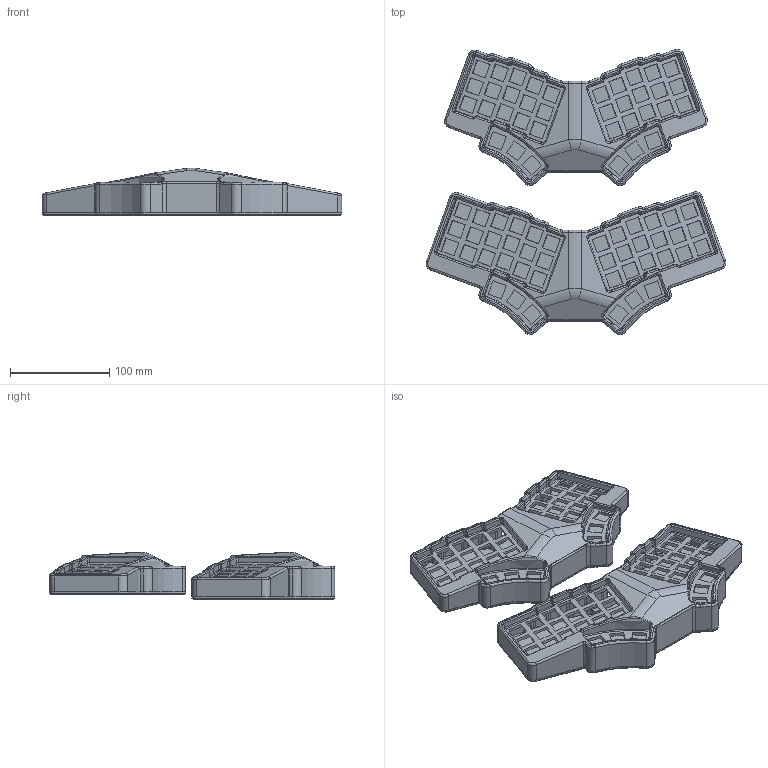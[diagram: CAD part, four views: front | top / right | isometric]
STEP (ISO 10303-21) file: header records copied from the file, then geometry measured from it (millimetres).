
FILE_DESCRIPTION(/* description */ (''),/* implementation_level */ '2;1');
FILE_NAME(/* name */ 'WFBO-MX-case.step',/* time_stamp */ '2024-07-02T16:56:43+02:00',/* author */ (''),/* organization */ (''),/* preprocessor_version */ 'ST-DEVELOPER v20',/* originating_system */ 'Autodesk Translation Framework v13.14.0.145',/* authorisation */ '');
FILE_SCHEMA (('AUTOMOTIVE_DESIGN { 1 0 10303 214 3 1 1 }'));
Products named in the file (1): WFBO-MX-spacing
Bounding box: 301.61 x 286.96 x 48.01 mm (x, y, z)
Volume: 477352.4 mm3; surface area: 280574.3 mm2
Topology: 4 solids, 4 shells, 1819 faces, 4736 edges, 2917 vertices
Faces by surface type: plane 676, cylinder 622, bspline 306, torus 144, cone 71
Full cylindrical faces by diameter (mm): 2.2 x12, 2.5 x32
Entity records: 62705 total; most frequent: CARTESIAN_POINT 18359, ORIENTED_EDGE 9408, DIRECTION 9036, EDGE_CURVE 4704, AXIS2_PLACEMENT_3D 3207, VERTEX_POINT 2917, LINE 2622, VECTOR 2622
